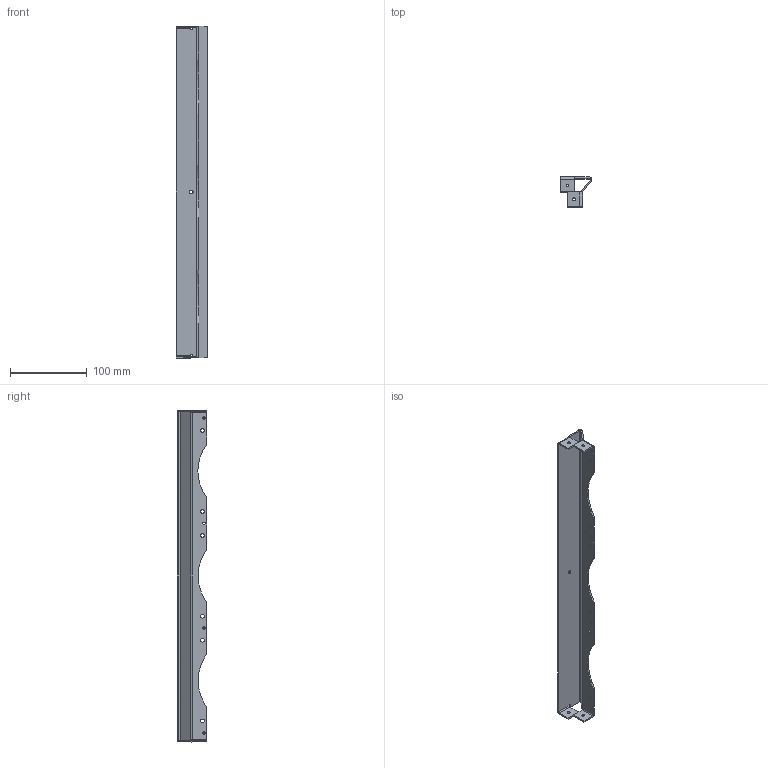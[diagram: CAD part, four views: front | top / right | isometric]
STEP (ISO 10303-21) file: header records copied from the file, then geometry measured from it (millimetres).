
FILE_DESCRIPTION(/* description */ (''),/* implementation_level */ '2;1');
FILE_NAME(/* name */ 'Front_Bracket_Tp.step',/* time_stamp */ '2024-11-18T04:58:39-07:00',/* author */ (''),/* organization */ (''),/* preprocessor_version */ 'ST-DEVELOPER v20',/* originating_system */ 'Autodesk Translation Framework v13.20.0.188',/* authorisation */ '');
FILE_SCHEMA (('AUTOMOTIVE_DESIGN { 1 0 10303 214 3 1 1 }'));
Length unit declared in the file: inch
Products named in the file (1): Rear IO Reccessed Copy (1)
Bounding box: 41.08 x 38.47 x 431.55 mm (x, y, z)
Volume: 69584.1 mm3; surface area: 71312.8 mm2
Topology: 1 solids, 1 shells, 83 faces, 195 edges, 114 vertices
Faces by surface type: plane 51, cylinder 32
Full cylindrical faces by diameter (mm): 3.302 x6, 3.454 x2, 4.9 x1, 5.004 x6
Entity records: 2413 total; most frequent: DIRECTION 427, CARTESIAN_POINT 393, ORIENTED_EDGE 390, EDGE_CURVE 195, AXIS2_PLACEMENT_3D 148, LINE 131, VECTOR 131, VERTEX_POINT 114
